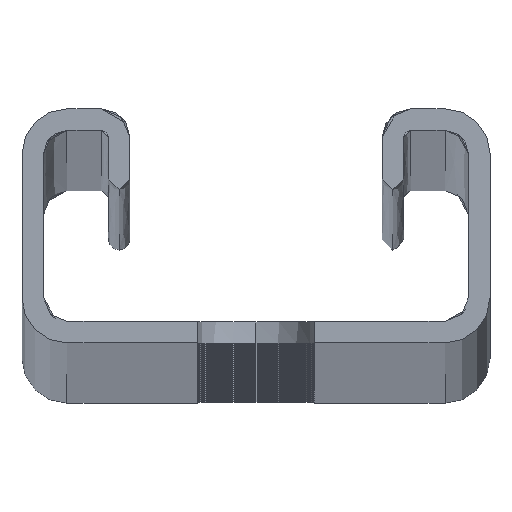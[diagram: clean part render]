
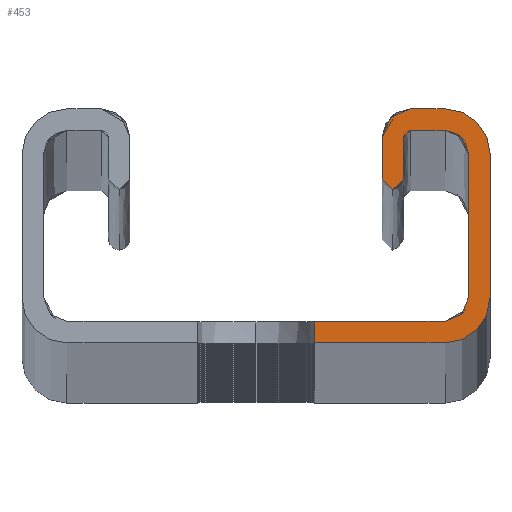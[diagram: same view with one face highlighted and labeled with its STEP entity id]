
A CAD part, top view. The second image highlights one B-rep face of the part: STEP entity #453.
In plain terms, the highlighted planar face has unit normal (0, 0, 1).
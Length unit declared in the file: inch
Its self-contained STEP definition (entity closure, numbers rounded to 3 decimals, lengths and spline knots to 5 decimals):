
#453=ADVANCED_FACE('',(#1067),#1068,.T.);
#1067=FACE_OUTER_BOUND('',#2243,.T.);
#1068=PLANE('',#2244);
#2243=EDGE_LOOP('',(#4109,#4110,#4111,#4112,#4113,#4114,#4115,#4116,#4117,#4118,#4119,#4120,#4121,#4122,#4123,#4124,#4125));
#2244=AXIS2_PLACEMENT_3D('',#4126,#4127,#4128);
#4109=ORIENTED_EDGE('',*,*,#5474,.T.);
#4110=ORIENTED_EDGE('',*,*,#5409,.F.);
#4111=ORIENTED_EDGE('',*,*,#5475,.F.);
#4112=ORIENTED_EDGE('',*,*,#5476,.F.);
#4113=ORIENTED_EDGE('',*,*,#5477,.F.);
#4114=ORIENTED_EDGE('',*,*,#4811,.F.);
#4115=ORIENTED_EDGE('',*,*,#5478,.F.);
#4116=ORIENTED_EDGE('',*,*,#5479,.F.);
#4117=ORIENTED_EDGE('',*,*,#5480,.F.);
#4118=ORIENTED_EDGE('',*,*,#5481,.F.);
#4119=ORIENTED_EDGE('',*,*,#4826,.F.);
#4120=ORIENTED_EDGE('',*,*,#5482,.F.);
#4121=ORIENTED_EDGE('',*,*,#5483,.F.);
#4122=ORIENTED_EDGE('',*,*,#5484,.F.);
#4123=ORIENTED_EDGE('',*,*,#5025,.F.);
#4124=ORIENTED_EDGE('',*,*,#4846,.F.);
#4125=ORIENTED_EDGE('',*,*,#5039,.F.);
#4126=CARTESIAN_POINT('',(0.6565,0.34413,120.0));
#4127=DIRECTION('',(0.0,0.0,1.0));
#4128=DIRECTION('',(1.0,0.0,0.0));
#4811=EDGE_CURVE('',#5674,#5675,#5676,.T.);
#4826=EDGE_CURVE('',#5701,#5702,#5703,.T.);
#4846=EDGE_CURVE('',#5737,#5738,#5739,.T.);
#5025=EDGE_CURVE('',#5738,#6046,#6047,.T.);
#5039=EDGE_CURVE('',#6068,#5737,#6070,.T.);
#5409=EDGE_CURVE('',#6660,#6646,#6662,.T.);
#5474=EDGE_CURVE('',#6068,#6646,#6747,.T.);
#5475=EDGE_CURVE('',#6748,#6660,#6749,.T.);
#5476=EDGE_CURVE('',#6750,#6748,#6751,.T.);
#5477=EDGE_CURVE('',#5675,#6750,#6752,.T.);
#5478=EDGE_CURVE('',#6753,#5674,#6754,.T.);
#5479=EDGE_CURVE('',#6755,#6753,#6756,.T.);
#5480=EDGE_CURVE('',#6757,#6755,#6758,.T.);
#5481=EDGE_CURVE('',#5702,#6757,#6759,.T.);
#5482=EDGE_CURVE('',#6760,#5701,#6761,.T.);
#5483=EDGE_CURVE('',#6762,#6760,#6763,.T.);
#5484=EDGE_CURVE('',#6046,#6762,#6764,.T.);
#5674=VERTEX_POINT('',#6965);
#5675=VERTEX_POINT('',#6966);
#5676=LINE('',#6967,#6968);
#5701=VERTEX_POINT('',#7012);
#5702=VERTEX_POINT('',#7013);
#5703=LINE('',#7014,#7015);
#5737=VERTEX_POINT('',#7072);
#5738=VERTEX_POINT('',#7073);
#5739=B_SPLINE_CURVE_WITH_KNOTS('',3,(#7074,#7075,#7076,#7077),.UNSPECIFIED.,.F.,.F.,(4,4),(0.0,1.0),.UNSPECIFIED.);
#6046=VERTEX_POINT('',#7624);
#6047=LINE('',#7625,#7626);
#6068=VERTEX_POINT('',#7664);
#6070=LINE('',#7667,#7668);
#6646=VERTEX_POINT('',#8895);
#6660=VERTEX_POINT('',#8924);
#6662=LINE('',#8927,#8928);
#6747=LINE('',#9112,#9113);
#6748=VERTEX_POINT('',#9114);
#6749=B_SPLINE_CURVE_WITH_KNOTS('',3,(#9115,#9116,#9117,#9118),.UNSPECIFIED.,.F.,.F.,(4,4),(0.0,1.0),.UNSPECIFIED.);
#6750=VERTEX_POINT('',#9119);
#6751=LINE('',#9120,#9121);
#6752=B_SPLINE_CURVE_WITH_KNOTS('',3,(#9122,#9123,#9124,#9125),.UNSPECIFIED.,.F.,.F.,(4,4),(0.0,1.0),.UNSPECIFIED.);
#6753=VERTEX_POINT('',#9126);
#6754=B_SPLINE_CURVE_WITH_KNOTS('',3,(#9127,#9128,#9129,#9130),.UNSPECIFIED.,.F.,.F.,(4,4),(0.0,1.0),.UNSPECIFIED.);
#6755=VERTEX_POINT('',#9131);
#6756=LINE('',#9132,#9133);
#6757=VERTEX_POINT('',#9134);
#6758=B_SPLINE_CURVE_WITH_KNOTS('',3,(#9135,#9136,#9137,#9138),.UNSPECIFIED.,.F.,.F.,(4,4),(0.0,1.0),.UNSPECIFIED.);
#6759=B_SPLINE_CURVE_WITH_KNOTS('',3,(#9139,#9140,#9141,#9142),.UNSPECIFIED.,.F.,.F.,(4,4),(0.0,1.0),.UNSPECIFIED.);
#6760=VERTEX_POINT('',#9143);
#6761=B_SPLINE_CURVE_WITH_KNOTS('',3,(#9144,#9145,#9146,#9147),.UNSPECIFIED.,.F.,.F.,(4,4),(0.0,1.0),.UNSPECIFIED.);
#6762=VERTEX_POINT('',#9148);
#6763=LINE('',#9149,#9150);
#6764=B_SPLINE_CURVE_WITH_KNOTS('',3,(#9151,#9152,#9153,#9154),.UNSPECIFIED.,.F.,.F.,(4,4),(0.0,1.0),.UNSPECIFIED.);
#6965=CARTESIAN_POINT('',(1.194,0.8125,120.0));
#6966=CARTESIAN_POINT('',(1.313,0.8125,120.0));
#6967=CARTESIAN_POINT('',(1.194,0.8125,120.0));
#6968=VECTOR('',#9428,1.0);
#7012=CARTESIAN_POINT('',(1.16901,0.7125,120.0));
#7013=CARTESIAN_POINT('',(1.16901,0.569,120.0));
#7014=CARTESIAN_POINT('',(1.16901,0.7125,120.0));
#7015=VECTOR('',#9436,1.0);
#7072=CARTESIAN_POINT('',(1.313,0.07501,120.0));
#7073=CARTESIAN_POINT('',(1.394,0.15601,120.0));
#7074=CARTESIAN_POINT('',(1.313,0.07501,120.0));
#7075=CARTESIAN_POINT('',(1.35774,0.07501,120.0));
#7076=CARTESIAN_POINT('',(1.394,0.11126,120.0));
#7077=CARTESIAN_POINT('',(1.394,0.15601,120.0));
#7624=CARTESIAN_POINT('',(1.394,0.6565,120.0));
#7625=CARTESIAN_POINT('',(1.394,0.15601,120.0));
#7626=VECTOR('',#9541,1.0);
#7664=CARTESIAN_POINT('',(0.85963,0.07501,120.0));
#7667=CARTESIAN_POINT('',(0.,0.07501,120.0));
#7668=VECTOR('',#9548,1.0);
#8895=CARTESIAN_POINT('',(0.85963,0.0,120.0));
#8924=CARTESIAN_POINT('',(1.313,0.0,120.0));
#8927=CARTESIAN_POINT('',(1.313,0.0,120.0));
#8928=VECTOR('',#9703,1.0);
#9112=CARTESIAN_POINT('',(0.85963,0.1126,120.0));
#9113=VECTOR('',#9728,1.0);
#9114=CARTESIAN_POINT('',(1.469,0.15601,120.0));
#9115=CARTESIAN_POINT('',(1.469,0.15601,120.0));
#9116=CARTESIAN_POINT('',(1.469,0.06984,120.0));
#9117=CARTESIAN_POINT('',(1.39916,0.0,120.0));
#9118=CARTESIAN_POINT('',(1.313,0.0,120.0));
#9119=CARTESIAN_POINT('',(1.469,0.6565,120.0));
#9120=CARTESIAN_POINT('',(1.469,0.6565,120.0));
#9121=VECTOR('',#9729,1.0);
#9122=CARTESIAN_POINT('',(1.313,0.8125,120.0));
#9123=CARTESIAN_POINT('',(1.39916,0.8125,120.0));
#9124=CARTESIAN_POINT('',(1.469,0.74266,120.0));
#9125=CARTESIAN_POINT('',(1.469,0.6565,120.0));
#9126=CARTESIAN_POINT('',(1.094,0.7125,120.0));
#9127=CARTESIAN_POINT('',(1.094,0.7125,120.0));
#9128=CARTESIAN_POINT('',(1.094,0.76773,120.0));
#9129=CARTESIAN_POINT('',(1.13877,0.8125,120.0));
#9130=CARTESIAN_POINT('',(1.194,0.8125,120.0));
#9131=CARTESIAN_POINT('',(1.094,0.569,120.0));
#9132=CARTESIAN_POINT('',(1.094,0.569,120.0));
#9133=VECTOR('',#9730,1.0);
#9134=CARTESIAN_POINT('',(1.1315,0.5315,120.0));
#9135=CARTESIAN_POINT('',(1.1315,0.5315,120.0));
#9136=CARTESIAN_POINT('',(1.11079,0.5315,120.0));
#9137=CARTESIAN_POINT('',(1.094,0.54829,120.0));
#9138=CARTESIAN_POINT('',(1.094,0.569,120.0));
#9139=CARTESIAN_POINT('',(1.16901,0.569,120.0));
#9140=CARTESIAN_POINT('',(1.16901,0.54829,120.0));
#9141=CARTESIAN_POINT('',(1.15222,0.5315,120.0));
#9142=CARTESIAN_POINT('',(1.1315,0.5315,120.0));
#9143=CARTESIAN_POINT('',(1.194,0.7375,120.0));
#9144=CARTESIAN_POINT('',(1.194,0.7375,120.0));
#9145=CARTESIAN_POINT('',(1.1802,0.7375,120.0));
#9146=CARTESIAN_POINT('',(1.16901,0.7263,120.0));
#9147=CARTESIAN_POINT('',(1.16901,0.7125,120.0));
#9148=CARTESIAN_POINT('',(1.313,0.7375,120.0));
#9149=CARTESIAN_POINT('',(1.313,0.7375,120.0));
#9150=VECTOR('',#9731,1.0);
#9151=CARTESIAN_POINT('',(1.394,0.6565,120.0));
#9152=CARTESIAN_POINT('',(1.394,0.70123,120.0));
#9153=CARTESIAN_POINT('',(1.35774,0.7375,120.0));
#9154=CARTESIAN_POINT('',(1.313,0.7375,120.0));
#9428=DIRECTION('',(1.0,0.0,0.0));
#9436=DIRECTION('',(0.0,-1.0,0.0));
#9541=DIRECTION('',(0.0,1.0,0.0));
#9548=DIRECTION('',(1.0,0.0,0.0));
#9703=DIRECTION('',(-1.0,0.0,0.0));
#9728=DIRECTION('',(-0.0,-1.0,0.0));
#9729=DIRECTION('',(0.0,-1.0,0.0));
#9730=DIRECTION('',(0.0,1.0,0.0));
#9731=DIRECTION('',(-1.0,0.0,0.0));
